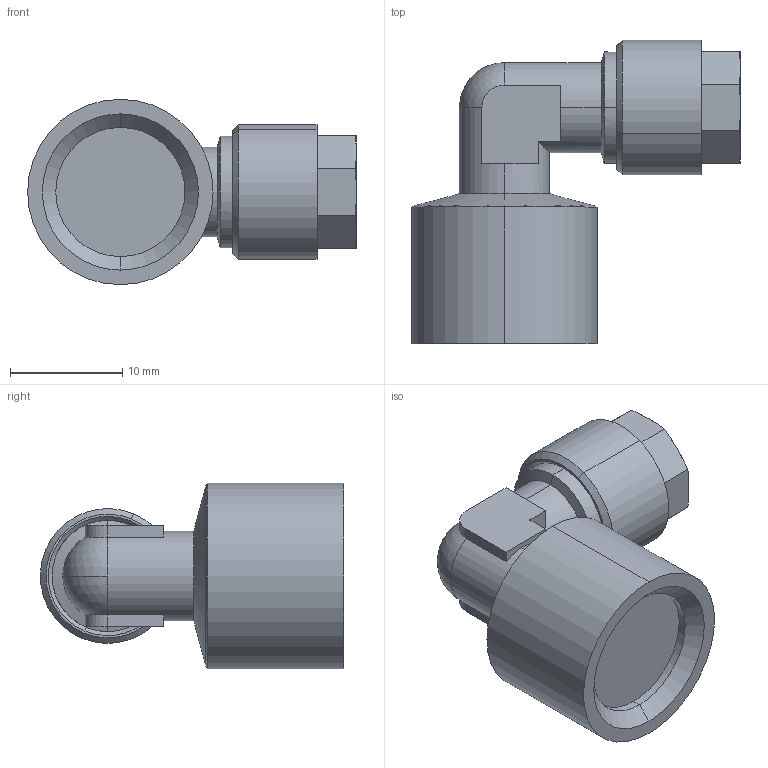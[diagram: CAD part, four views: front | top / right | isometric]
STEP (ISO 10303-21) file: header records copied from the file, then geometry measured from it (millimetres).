
FILE_DESCRIPTION (( 'STEP AP214' ), '1' );
FILE_NAME ('0112000003.step', '2012-09-28T13:24:09', ( '' ), ( '' ), 'SwSTEP 2.0', 'SolidWorks 2012', '' );
FILE_SCHEMA (( 'AUTOMOTIVE_DESIGN' ));
Length unit declared in the file: millimetre
Products named in the file (1): 0112000003
Bounding box: 29.25 x 26.99 x 16.5 mm (x, y, z)
Volume: 4596.2 mm3; surface area: 2133.1 mm2
Topology: 1 solids, 1 shells, 69 faces, 158 edges, 95 vertices
Faces by surface type: plane 28, cone 19, cylinder 16, torus 4, sphere 2
Entity records: 2310 total; most frequent: CARTESIAN_POINT 374, DIRECTION 347, ORIENTED_EDGE 316, EDGE_CURVE 158, AXIS2_PLACEMENT_3D 136, VERTEX_POINT 95, VECTOR 75, LINE 75
